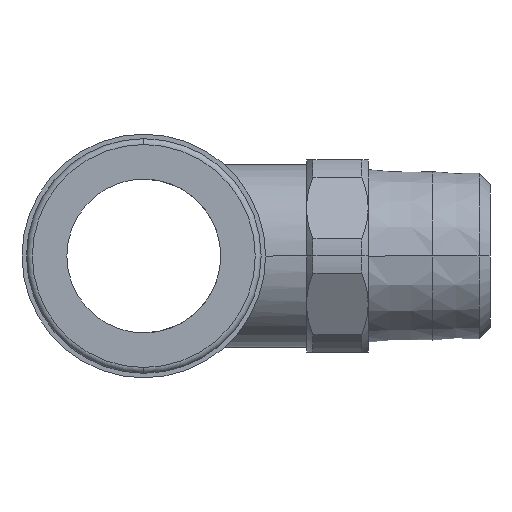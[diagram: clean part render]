
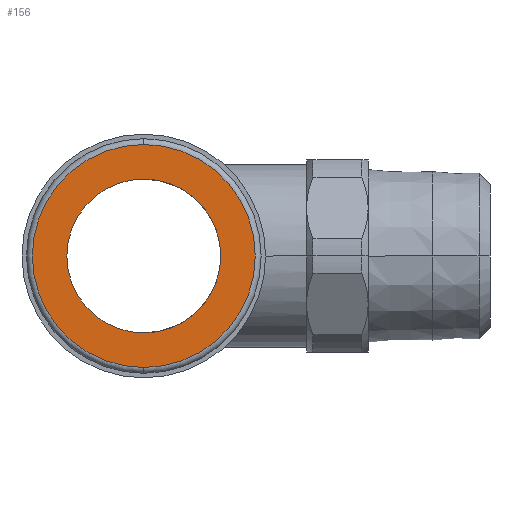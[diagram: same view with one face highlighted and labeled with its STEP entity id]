
A CAD part, left-side view. The second image highlights one B-rep face of the part: STEP entity #156.
In plain terms, the highlighted planar face has unit normal (-1, 0, 0).
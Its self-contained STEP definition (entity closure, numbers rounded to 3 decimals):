
#156=ADVANCED_FACE('',(#398,#399),#400,.T.);
#398=FACE_BOUND('',#651,.T.);
#399=FACE_OUTER_BOUND('',#652,.T.);
#400=PLANE('',#653);
#651=EDGE_LOOP('',(#1550,#1551));
#652=EDGE_LOOP('',(#1552,#1553,#1554));
#653=AXIS2_PLACEMENT_3D('',#1555,#1556,#1557);
#1550=ORIENTED_EDGE('',*,*,#1744,.T.);
#1551=ORIENTED_EDGE('',*,*,#1835,.T.);
#1552=ORIENTED_EDGE('',*,*,#1913,.T.);
#1553=ORIENTED_EDGE('',*,*,#1661,.T.);
#1554=ORIENTED_EDGE('',*,*,#1914,.T.);
#1555=CARTESIAN_POINT('',(-30.54,4.346,0.));
#1556=DIRECTION('',(-1.0,0.,0.));
#1557=DIRECTION('',(0.,1.0,0.));
#1661=EDGE_CURVE('',#1984,#1990,#1992,.T.);
#1744=EDGE_CURVE('',#2146,#2143,#2147,.T.);
#1835=EDGE_CURVE('',#2143,#2146,#2291,.T.);
#1913=EDGE_CURVE('',#2400,#1984,#2401,.T.);
#1914=EDGE_CURVE('',#1990,#2400,#2402,.T.);
#1984=VERTEX_POINT('',#2492);
#1990=VERTEX_POINT('',#2498);
#1992=CIRCLE('',#2500,8.693);
#2143=VERTEX_POINT('',#2741);
#2146=VERTEX_POINT('',#2745);
#2147=CIRCLE('',#2746,6.0);
#2291=CIRCLE('',#3188,6.0);
#2400=VERTEX_POINT('',#3527);
#2401=CIRCLE('',#3528,8.693);
#2402=CIRCLE('',#3529,8.693);
#2492=CARTESIAN_POINT('',(-30.54,0.,-8.693));
#2498=CARTESIAN_POINT('',(-30.54,0.,8.693));
#2500=AXIS2_PLACEMENT_3D('',#3631,#3632,#3633);
#2741=CARTESIAN_POINT('',(-30.54,0.0,-6.0));
#2745=CARTESIAN_POINT('',(-30.54,0.0,6.0));
#2746=AXIS2_PLACEMENT_3D('',#3796,#3797,#3798);
#3188=AXIS2_PLACEMENT_3D('',#3922,#3923,#3924);
#3527=CARTESIAN_POINT('',(-30.54,8.693,0.));
#3528=AXIS2_PLACEMENT_3D('',#4076,#4077,#4078);
#3529=AXIS2_PLACEMENT_3D('',#4079,#4080,#4081);
#3631=CARTESIAN_POINT('',(-30.54,0.,0.));
#3632=DIRECTION('',(-1.0,0.,0.));
#3633=DIRECTION('',(0.,1.0,0.));
#3796=CARTESIAN_POINT('',(-30.54,0.0,0.0));
#3797=DIRECTION('',(1.0,0.,0.));
#3798=DIRECTION('',(0.0,0.,-1.0));
#3922=CARTESIAN_POINT('',(-30.54,0.0,0.0));
#3923=DIRECTION('',(1.0,0.,0.));
#3924=DIRECTION('',(0.0,0.,-1.0));
#4076=CARTESIAN_POINT('',(-30.54,0.,0.));
#4077=DIRECTION('',(-1.0,0.,0.));
#4078=DIRECTION('',(0.,1.0,0.));
#4079=CARTESIAN_POINT('',(-30.54,0.,0.));
#4080=DIRECTION('',(-1.0,0.,0.));
#4081=DIRECTION('',(0.,1.0,0.));
